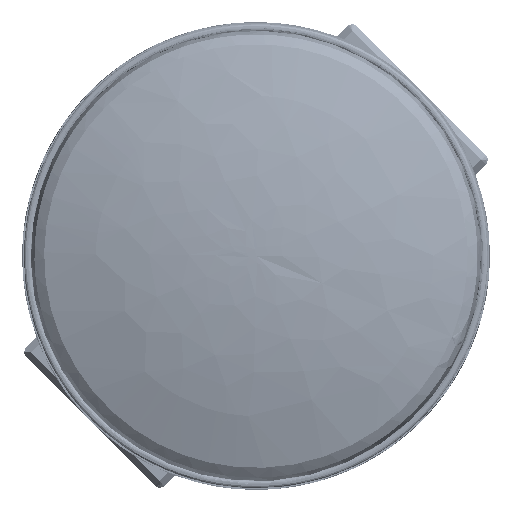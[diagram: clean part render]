
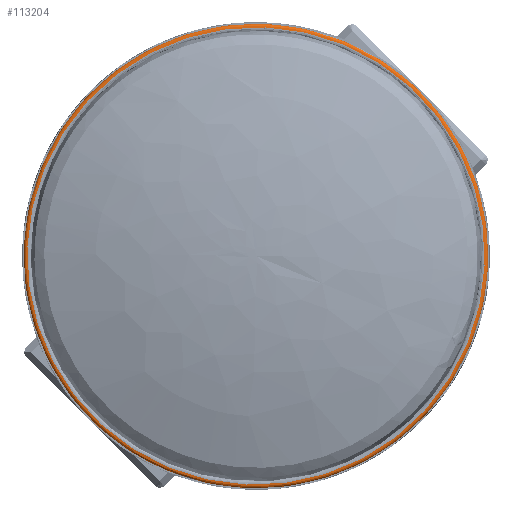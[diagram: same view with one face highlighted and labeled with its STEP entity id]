
A CAD part, front view. The second image highlights one B-rep face of the part: STEP entity #113204.
In plain terms, the highlighted free-form (B-spline) face has degree [2, 2] with [9, 3] control points.
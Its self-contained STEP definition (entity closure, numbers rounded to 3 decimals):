
#113114=CARTESIAN_POINT('',(-15.646,102.614,60.514));
#113115=VERTEX_POINT('',#113114);
#113116=CARTESIAN_POINT('',(-65.778,102.614,-60.514));
#113117=VERTEX_POINT('',#113116);
#113118=CARTESIAN_POINT('',(-40.712,102.614,0.));
#113119=DIRECTION('',(0.,1.0,0.));
#113120=DIRECTION('',(-0.383,0.,-0.924));
#113121=AXIS2_PLACEMENT_3D('',#113118,#113119,#113120);
#113122=CIRCLE('',#113121,65.5);
#113123=EDGE_CURVE('',#113115,#113117,#113122,.T.);
#113125=CARTESIAN_POINT('',(-40.712,102.614,0.));
#113126=DIRECTION('',(0.,1.0,0.));
#113127=DIRECTION('',(-0.383,0.,-0.924));
#113128=AXIS2_PLACEMENT_3D('',#113125,#113126,#113127);
#113129=CIRCLE('',#113128,65.5);
#113130=EDGE_CURVE('',#113117,#113115,#113129,.T.);
#113139=CARTESIAN_POINT('',(-65.778,102.614,-60.514));
#113140=CARTESIAN_POINT('',(-126.292,102.614,-35.448));
#113141=CARTESIAN_POINT('',(-101.226,102.614,25.066));
#113142=CARTESIAN_POINT('',(-76.16,102.614,85.58));
#113143=CARTESIAN_POINT('',(-15.646,102.614,60.514));
#113144=CARTESIAN_POINT('',(44.868,102.614,35.448));
#113145=CARTESIAN_POINT('',(19.802,102.614,-25.066));
#113146=CARTESIAN_POINT('',(-5.264,102.614,-85.58));
#113147=CARTESIAN_POINT('',(-65.778,102.614,-60.514));
#113148=CARTESIAN_POINT('',(-66.161,102.614,-61.438));
#113149=CARTESIAN_POINT('',(-127.599,102.614,-35.99));
#113150=CARTESIAN_POINT('',(-102.15,102.614,25.448));
#113151=CARTESIAN_POINT('',(-76.702,102.614,86.886));
#113152=CARTESIAN_POINT('',(-15.264,102.614,61.438));
#113153=CARTESIAN_POINT('',(46.174,102.614,35.99));
#113154=CARTESIAN_POINT('',(20.726,102.614,-25.448));
#113155=CARTESIAN_POINT('',(-4.723,102.614,-86.886));
#113156=CARTESIAN_POINT('',(-66.161,102.614,-61.438));
#113157=CARTESIAN_POINT('',(-66.161,103.614,-61.438));
#113158=CARTESIAN_POINT('',(-127.599,103.614,-35.99));
#113159=CARTESIAN_POINT('',(-102.15,103.614,25.448));
#113160=CARTESIAN_POINT('',(-76.702,103.614,86.886));
#113161=CARTESIAN_POINT('',(-15.264,103.614,61.438));
#113162=CARTESIAN_POINT('',(46.174,103.614,35.99));
#113163=CARTESIAN_POINT('',(20.726,103.614,-25.448));
#113164=CARTESIAN_POINT('',(-4.723,103.614,-86.886));
#113165=CARTESIAN_POINT('',(-66.161,103.614,-61.438));
#113173=(BOUNDED_SURFACE()B_SPLINE_SURFACE(2,2,((#113139,#113148,#113157),(#113140,#113149,#113158),(#113141,#113150,#113159),(#113142,#113151,#113160),(#113143,#113152,#113161),(#113144,#113153,#113162),(#113145,#113154,#113163),(#113146,#113155,#113164),(#113147,#113156,#113165)),.UNSPECIFIED.,.T.,.F.,.U.)B_SPLINE_SURFACE_WITH_KNOTS((3,2,2,2,3),(3,3),(0.0,0.25,0.5,0.75,1.0),(0.0,1.0),.UNSPECIFIED.)GEOMETRIC_REPRESENTATION_ITEM()RATIONAL_B_SPLINE_SURFACE(((1.0,0.707,1.0),(0.707,0.5,0.707),(1.0,0.707,1.0),(0.707,0.5,0.707),(1.0,0.707,1.0),(0.707,0.5,0.707),(1.0,0.707,1.0),(0.707,0.5,0.707),(1.0,0.707,1.0)))REPRESENTATION_ITEM('')SURFACE());
#113174=ORIENTED_EDGE('',*,*,#113130,.T.);
#113175=ORIENTED_EDGE('',*,*,#113123,.T.);
#113176=CARTESIAN_POINT('',(-66.161,103.614,-61.438));
#113177=VERTEX_POINT('',#113176);
#113178=CARTESIAN_POINT('',(-65.778,103.614,-60.514));
#113179=DIRECTION('',(0.924,0.,-0.383));
#113180=DIRECTION('',(-0.383,0.,-0.924));
#113181=AXIS2_PLACEMENT_3D('',#113178,#113179,#113180);
#113182=CIRCLE('',#113181,1.0);
#113183=EDGE_CURVE('',#113117,#113177,#113182,.T.);
#113184=ORIENTED_EDGE('',*,*,#113183,.T.);
#113185=CARTESIAN_POINT('',(-15.264,103.614,61.438));
#113186=VERTEX_POINT('',#113185);
#113187=CARTESIAN_POINT('',(-40.712,103.614,0.));
#113188=DIRECTION('',(0.,1.0,0.));
#113189=DIRECTION('',(-0.383,0.,-0.924));
#113190=AXIS2_PLACEMENT_3D('',#113187,#113188,#113189);
#113191=CIRCLE('',#113190,66.5);
#113192=EDGE_CURVE('',#113186,#113177,#113191,.T.);
#113193=ORIENTED_EDGE('',*,*,#113192,.F.);
#113194=CARTESIAN_POINT('',(-40.712,103.614,0.));
#113195=DIRECTION('',(0.,1.0,0.));
#113196=DIRECTION('',(-0.383,0.,-0.924));
#113197=AXIS2_PLACEMENT_3D('',#113194,#113195,#113196);
#113198=CIRCLE('',#113197,66.5);
#113199=EDGE_CURVE('',#113177,#113186,#113198,.T.);
#113200=ORIENTED_EDGE('',*,*,#113199,.F.);
#113201=ORIENTED_EDGE('',*,*,#113183,.F.);
#113202=EDGE_LOOP('',(#113174,#113175,#113184,#113193,#113200,#113201));
#113203=FACE_OUTER_BOUND('',#113202,.T.);
#113204=ADVANCED_FACE('',(#113203),#113173,.T.);
